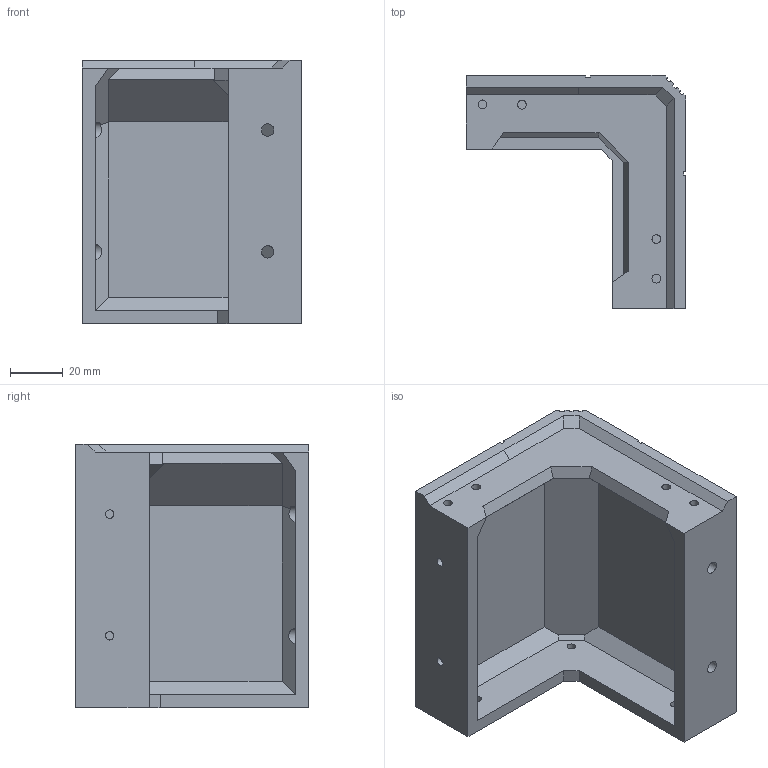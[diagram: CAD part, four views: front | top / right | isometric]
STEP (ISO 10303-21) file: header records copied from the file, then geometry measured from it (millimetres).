
FILE_DESCRIPTION(('HOOPS Exchange Step'),'2;1');
FILE_NAME('Panel Corner Reverse Wire Channel Hole.stp','2026-02-22T12:57:58-05:00',('RED'),('Unknown organisation'),'HOOPS Exchange 2025.8','HOOPS Exchange','Unknown authorisation');
FILE_SCHEMA( ('AP203_CONFIGURATION_CONTROLLED_3D_DESIGN_OF_MECHANICAL_PARTS_AND_ASSEMBLIES_MIM_LF') );
Length unit declared in the file: millimetre
Products named in the file (2): 0; root
Assembly tree (1 placements, depth 2):
  root
    0
Bounding box: 83.45 x 88.45 x 100 mm (x, y, z)
Volume: 189139.7 mm3; surface area: 50788.2 mm2
Topology: 1 solids, 1 shells, 103 faces, 299 edges, 203 vertices
Faces by surface type: plane 61, cylinder 42
Full cylindrical faces by diameter (mm): 3.2 x5, 3.3 x4, 4.7 x3, 6 x2
Entity records: 3520 total; most frequent: DIRECTION 615, CARTESIAN_POINT 608, ORIENTED_EDGE 598, EDGE_CURVE 299, AXIS2_PLACEMENT_3D 210, VERTEX_POINT 203, VECTOR 195, LINE 195
